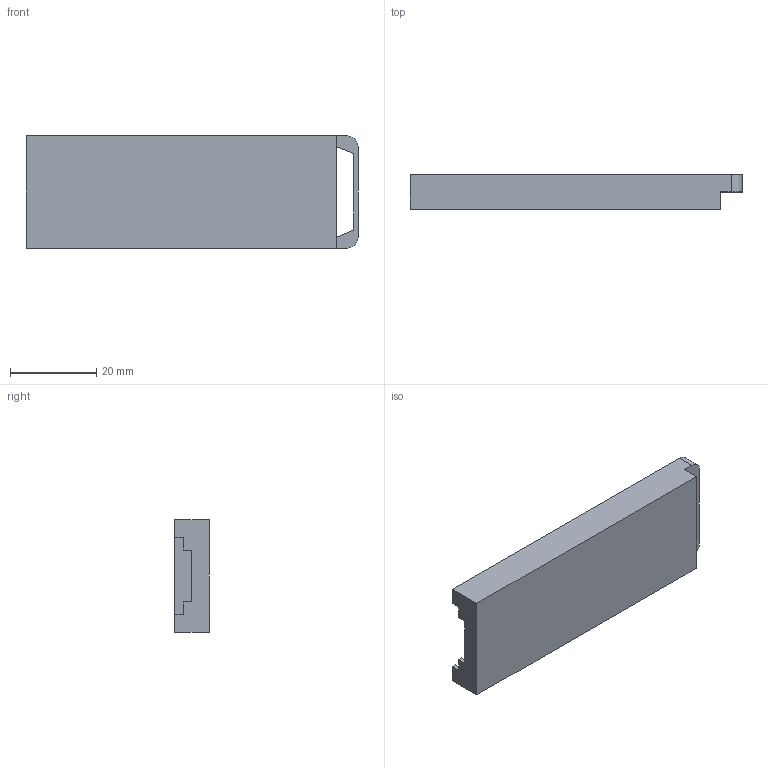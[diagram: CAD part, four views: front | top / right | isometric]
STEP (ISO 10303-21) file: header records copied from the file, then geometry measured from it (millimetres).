
FILE_DESCRIPTION(/* description */ (''),/* implementation_level */ '2;1');
FILE_NAME(/* name */ 'Carcasa inferior.step',/* time_stamp */ '2018-05-15T18:28:28+01:00',/* author */ ('deipalmer99'),/* organization */ (''),/* preprocessor_version */ 'ST-DEVELOPER v17',/* originating_system */ 'Autodesk Translation Framework v7.1.0.215',/* authorisation */ '');
FILE_SCHEMA (('AUTOMOTIVE_DESIGN { 1 0 10303 214 3 1 1 }'));
Length unit declared in the file: millimetre
Products named in the file (2): Grupo Carcasa inferior; Carcasa inferior v2
Assembly tree (1 placements, depth 2):
  Grupo Carcasa inferior
    Carcasa inferior v2
Bounding box: 77 x 8 x 26 mm (x, y, z)
Volume: 3354.9 mm3; surface area: 6836.6 mm2
Topology: 1 solids, 1 shells, 25 faces, 72 edges, 48 vertices
Faces by surface type: plane 23, cylinder 2
Entity records: 866 total; most frequent: CARTESIAN_POINT 148, ORIENTED_EDGE 144, DIRECTION 132, EDGE_CURVE 72, LINE 68, VECTOR 68, VERTEX_POINT 48, AXIS2_PLACEMENT_3D 32
